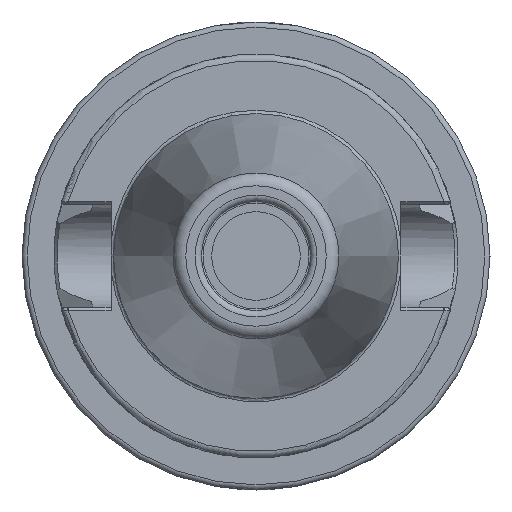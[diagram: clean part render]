
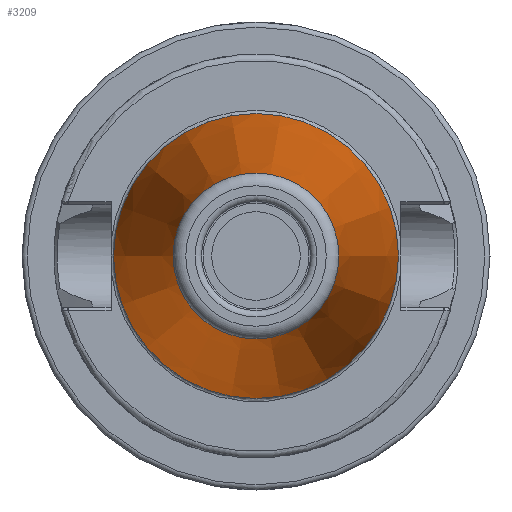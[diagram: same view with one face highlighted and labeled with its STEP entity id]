
A CAD part, left-side view. The second image highlights one B-rep face of the part: STEP entity #3209.
In plain terms, the highlighted conical face has half-angle 8.297 degrees and reference radius 17.581 mm.
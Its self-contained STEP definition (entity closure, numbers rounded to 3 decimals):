
#222=CIRCLE('',#3526,12.937);
#223=CIRCLE('',#3527,12.937);
#224=CIRCLE('',#3528,12.937);
#226=CIRCLE('',#3531,22.225);
#227=CIRCLE('',#3532,22.225);
#289=CONICAL_SURFACE('',#3530,17.581,0.145);
#385=FACE_OUTER_BOUND('',#588,.T.);
#588=EDGE_LOOP('',(#2546,#2547,#2548,#2549,#2550,#2551,#2552));
#832=LINE('',#5800,#1090);
#1090=VECTOR('',#4171,17.581);
#1433=VERTEX_POINT('',#5788);
#1434=VERTEX_POINT('',#5789);
#1435=VERTEX_POINT('',#5791);
#1436=VERTEX_POINT('',#5796);
#1437=VERTEX_POINT('',#5797);
#1821=EDGE_CURVE('',#1433,#1434,#222,.T.);
#1822=EDGE_CURVE('',#1435,#1433,#223,.T.);
#1823=EDGE_CURVE('',#1434,#1435,#224,.T.);
#1825=EDGE_CURVE('',#1436,#1437,#226,.T.);
#1826=EDGE_CURVE('',#1437,#1436,#227,.T.);
#1827=EDGE_CURVE('',#1437,#1435,#832,.T.);
#2546=ORIENTED_EDGE('',*,*,#1825,.F.);
#2547=ORIENTED_EDGE('',*,*,#1826,.F.);
#2548=ORIENTED_EDGE('',*,*,#1827,.T.);
#2549=ORIENTED_EDGE('',*,*,#1822,.T.);
#2550=ORIENTED_EDGE('',*,*,#1821,.T.);
#2551=ORIENTED_EDGE('',*,*,#1823,.T.);
#2552=ORIENTED_EDGE('',*,*,#1827,.F.);
#3209=ADVANCED_FACE('',(#385),#289,.T.);
#3526=AXIS2_PLACEMENT_3D('',#5790,#4157,#4158);
#3527=AXIS2_PLACEMENT_3D('',#5792,#4159,#4160);
#3528=AXIS2_PLACEMENT_3D('',#5793,#4161,#4162);
#3530=AXIS2_PLACEMENT_3D('',#5795,#4165,#4166);
#3531=AXIS2_PLACEMENT_3D('',#5798,#4167,#4168);
#3532=AXIS2_PLACEMENT_3D('',#5799,#4169,#4170);
#4157=DIRECTION('center_axis',(1.,0.,0.));
#4158=DIRECTION('ref_axis',(0.,0.,-1.));
#4159=DIRECTION('center_axis',(1.,0.,0.));
#4160=DIRECTION('ref_axis',(0.,0.,-1.));
#4161=DIRECTION('center_axis',(1.,0.,0.));
#4162=DIRECTION('ref_axis',(0.,0.,-1.));
#4165=DIRECTION('center_axis',(1.,0.,0.));
#4166=DIRECTION('ref_axis',(0.,1.,0.));
#4167=DIRECTION('center_axis',(1.,0.,0.));
#4168=DIRECTION('ref_axis',(0.,0.,-1.));
#4169=DIRECTION('center_axis',(1.,0.,0.));
#4170=DIRECTION('ref_axis',(0.,0.,-1.));
#4171=DIRECTION('',(-0.99,0.144,0.));
#5788=CARTESIAN_POINT('',(-63.689,12.937,0.));
#5789=CARTESIAN_POINT('',(-63.689,0.,12.937));
#5790=CARTESIAN_POINT('Origin',(-63.689,0.,
0.));
#5791=CARTESIAN_POINT('',(-63.689,-12.937,0.));
#5792=CARTESIAN_POINT('Origin',(-63.689,0.,
0.));
#5793=CARTESIAN_POINT('Origin',(-63.689,0.,
0.));
#5795=CARTESIAN_POINT('Origin',(-31.844,0.,
0.));
#5796=CARTESIAN_POINT('',(0.,22.225,0.));
#5797=CARTESIAN_POINT('',(0.,-22.225,0.));
#5798=CARTESIAN_POINT('Origin',(0.,0.,
0.));
#5799=CARTESIAN_POINT('Origin',(0.,0.,
0.));
#5800=CARTESIAN_POINT('',(-31.844,-17.581,0.));
